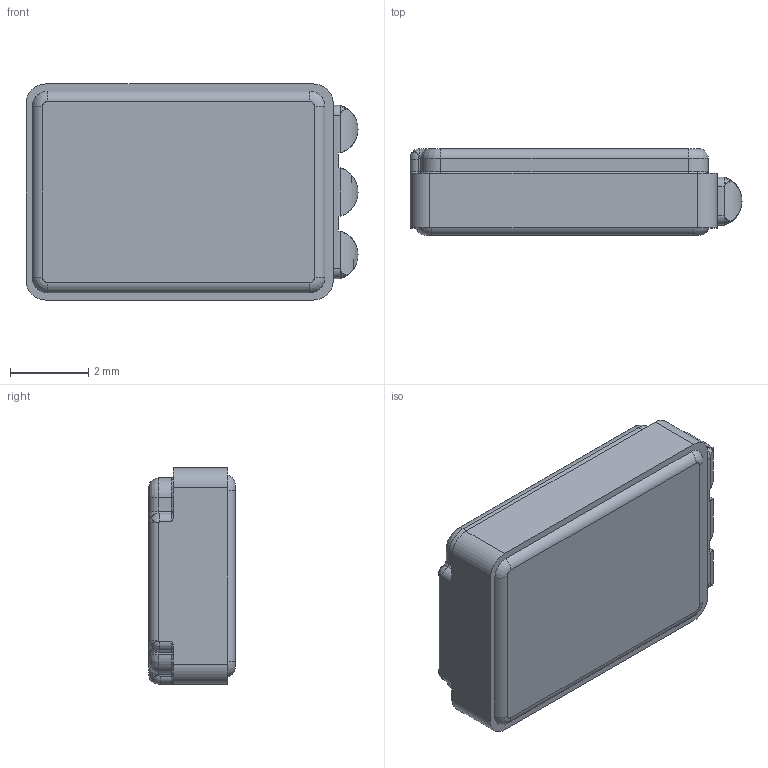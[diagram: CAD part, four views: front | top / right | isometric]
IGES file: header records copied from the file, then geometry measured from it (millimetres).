
Start section:  PTC IGES file: bu-27135-000_sw.igs
Global section: file name: bu-27135-000_sw.igs; native system: Pro/ENGINEER by Parametric Technology Corporation; preprocessor: 2005070; author: MMason; organization: Unknown; date: 060216.082229; units: inch
Bounding box: 8.51 x 2.22 x 5.54 mm (x, y, z)
Surface area: 142.2 mm2 (no closed solid volume)
Topology: 0 solids, 0 shells, 119 faces, 596 edges, 596 vertices
Faces by surface type: revolution 84, bspline 35
